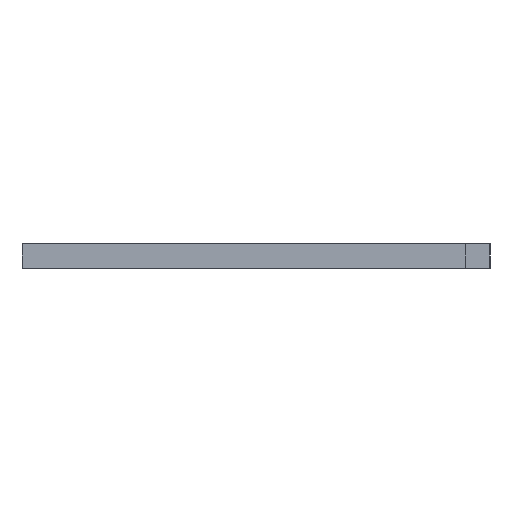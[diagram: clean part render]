
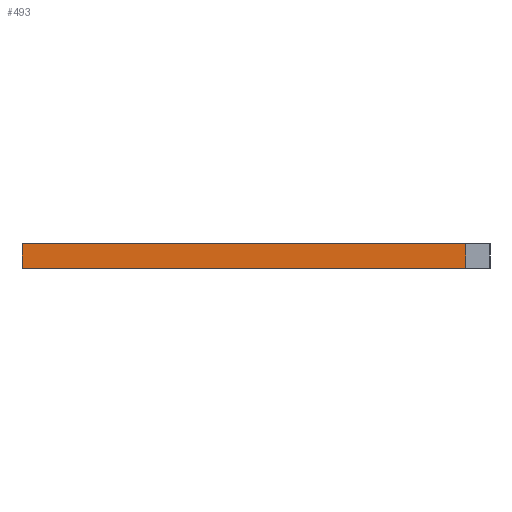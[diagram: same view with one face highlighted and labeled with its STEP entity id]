
A CAD part, left-side view. The second image highlights one B-rep face of the part: STEP entity #493.
In plain terms, the highlighted planar face has unit normal (-1, 0, 0).
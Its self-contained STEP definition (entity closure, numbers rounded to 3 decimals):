
#7 = ORIENTED_EDGE ( 'NONE', *, *, #447, .T. ) ;
#98 = LINE ( 'NONE', #876, #2033 ) ;
#99 = LINE ( 'NONE', #2315, #838 ) ;
#396 = VECTOR ( 'NONE', #520, 1000. ) ;
#399 = CARTESIAN_POINT ( 'NONE',  ( -105., -46., 2.5 ) ) ;
#447 = EDGE_CURVE ( 'NONE', #1653, #1775, #1616, .T. ) ;
#493 = ADVANCED_FACE ( 'NONE', ( #766 ), #678, .F. ) ;
#520 = DIRECTION ( 'NONE',  ( 0., -1., 0. ) ) ;
#545 = ORIENTED_EDGE ( 'NONE', *, *, #1558, .F. ) ;
#678 = PLANE ( 'NONE',  #888 ) ;
#726 = CARTESIAN_POINT ( 'NONE',  ( -105., 46., -2.5 ) ) ;
#766 = FACE_OUTER_BOUND ( 'NONE', #1156, .T. ) ;
#829 = ORIENTED_EDGE ( 'NONE', *, *, #1706, .F. ) ;
#838 = VECTOR ( 'NONE', #1929, 1000. ) ;
#876 = CARTESIAN_POINT ( 'NONE',  ( -105., -46., 2.5 ) ) ;
#884 = CARTESIAN_POINT ( 'NONE',  ( -105., -46., 2.5 ) ) ;
#888 = AXIS2_PLACEMENT_3D ( 'NONE', #884, #1428, #1799 ) ;
#894 = CARTESIAN_POINT ( 'NONE',  ( -105., -46., -2.5 ) ) ;
#932 = CARTESIAN_POINT ( 'NONE',  ( -105., -46., 2.5 ) ) ;
#947 = CARTESIAN_POINT ( 'NONE',  ( -105., -46., -2.5 ) ) ;
#1156 = EDGE_LOOP ( 'NONE', ( #7, #545, #829, #1408 ) ) ;
#1225 = CARTESIAN_POINT ( 'NONE',  ( -105., 46., 2.5 ) ) ;
#1408 = ORIENTED_EDGE ( 'NONE', *, *, #2356, .T. ) ;
#1428 = DIRECTION ( 'NONE',  ( 1., 0., 0. ) ) ;
#1467 = VECTOR ( 'NONE', #2172, 1000. ) ;
#1493 = VERTEX_POINT ( 'NONE', #1225 ) ;
#1558 = EDGE_CURVE ( 'NONE', #1690, #1775, #98, .T. ) ;
#1616 = LINE ( 'NONE', #894, #396 ) ;
#1653 = VERTEX_POINT ( 'NONE', #726 ) ;
#1690 = VERTEX_POINT ( 'NONE', #399 ) ;
#1700 = LINE ( 'NONE', #932, #1467 ) ;
#1706 = EDGE_CURVE ( 'NONE', #1493, #1690, #1700, .T. ) ;
#1775 = VERTEX_POINT ( 'NONE', #947 ) ;
#1799 = DIRECTION ( 'NONE',  ( 0., 0., -1. ) ) ;
#1929 = DIRECTION ( 'NONE',  ( 0., 0., -1. ) ) ;
#2033 = VECTOR ( 'NONE', #2334, 1000. ) ;
#2172 = DIRECTION ( 'NONE',  ( 0., -1., 0. ) ) ;
#2315 = CARTESIAN_POINT ( 'NONE',  ( -105., 46., 2.5 ) ) ;
#2334 = DIRECTION ( 'NONE',  ( 0., 0., -1. ) ) ;
#2356 = EDGE_CURVE ( 'NONE', #1493, #1653, #99, .T. ) ;
